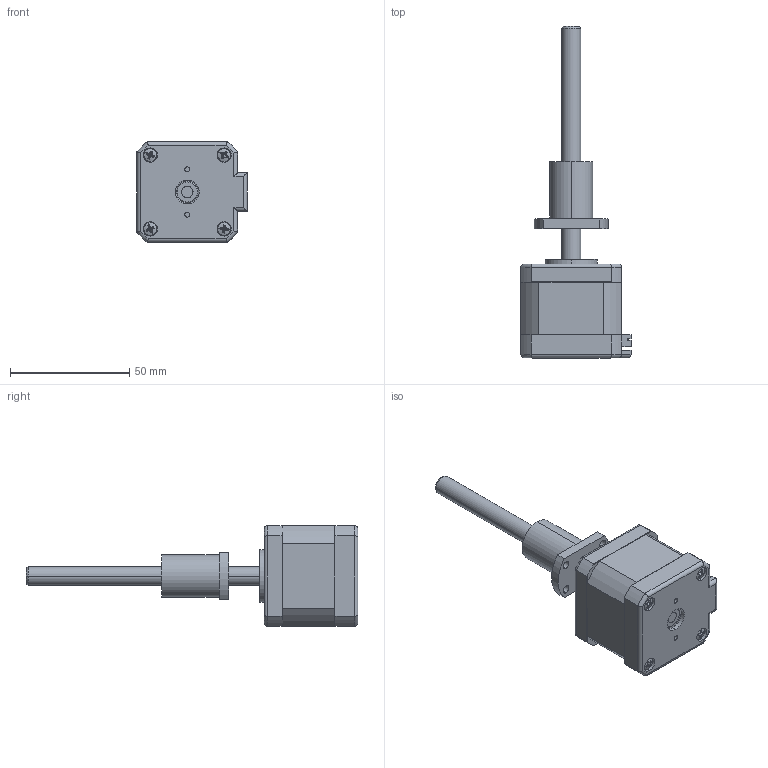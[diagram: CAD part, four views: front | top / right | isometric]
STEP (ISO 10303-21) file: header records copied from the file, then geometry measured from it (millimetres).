
FILE_DESCRIPTION (( 'STEP AP203' ), '1' );
FILE_NAME ('BE172S-B0805-100-FF1-0-200.STEP', '2021-06-23T06:06:17', ( 'qwe' ), ( '' ), 'SwSTEP 2.0', 'SolidWorks 2014', '' );
FILE_SCHEMA (( 'CONFIG_CONTROL_DESIGN' ));
Length unit declared in the file: millimetre
Products named in the file (1): BE172S-B0805-100-FF1-0-200
Bounding box: 46.2 x 139.3 x 42.2 mm (x, y, z)
Surface area: 20705 mm2 (no closed solid volume)
Topology: 0 solids, 18 shells, 305 faces, 984 edges, 693 vertices
Faces by surface type: plane 163, cylinder 76, cone 44, torus 14, sphere 8
Entity records: 11517 total; most frequent: CARTESIAN_POINT 2835, DIRECTION 1740, ORIENTED_EDGE 1689, EDGE_CURVE 984, VERTEX_POINT 693, AXIS2_PLACEMENT_3D 582, VECTOR 576, LINE 576
